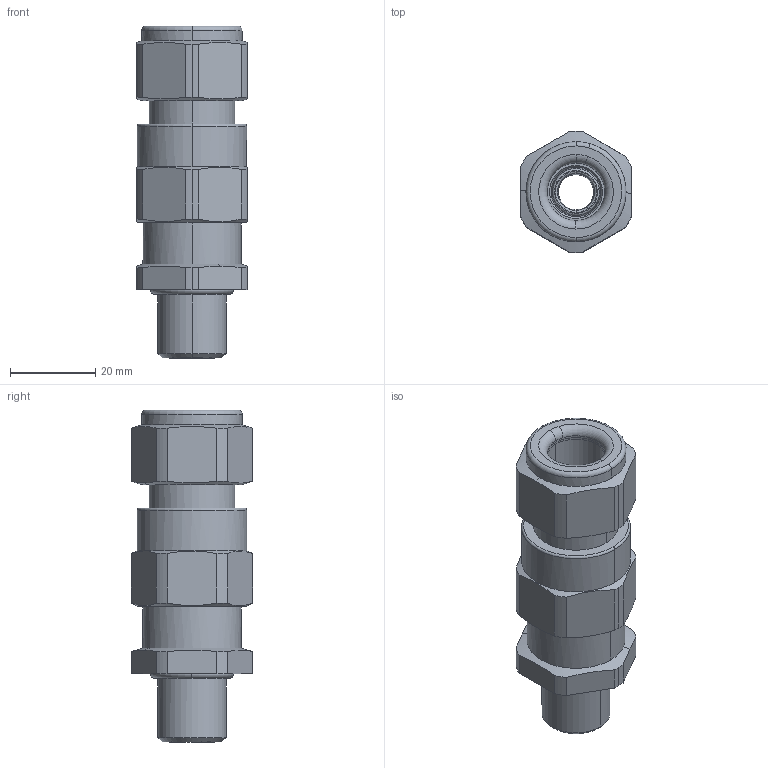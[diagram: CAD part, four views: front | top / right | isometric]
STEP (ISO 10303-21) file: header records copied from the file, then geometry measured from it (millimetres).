
FILE_DESCRIPTION(('CATIA V5 STEP Exchange','CAx-IF Rec.Pracs.--- Model Styling and Organization---1.4--- 2014-01-23'),'2;1');
FILE_NAME ('264772-1_0_1188020000_1188020000.stp','2023-01-03T07:26:03+00:00',('none'),('Weidmueller'),'CATIA Version 5-6 Release 2016 SP3 HF44','CATIA V5 STEP AP214','none');
FILE_SCHEMA(('AUTOMOTIVE_DESIGN { 1 0 10303 214 1 1 1 1 }'));
Length unit declared in the file: millimetre
Products named in the file (1): E1XZ/16/M16-WM
Bounding box: 26 x 28.5 x 77.9 mm (x, y, z)
Volume: 24774.1 mm3; surface area: 17849.2 mm2
Topology: 4 solids, 4 shells, 217 faces, 522 edges, 326 vertices
Faces by surface type: cylinder 74, cone 57, torus 47, plane 39
Entity records: 6221 total; most frequent: CARTESIAN_POINT 1317, ORIENTED_EDGE 1044, DIRECTION 860, EDGE_CURVE 522, AXIS2_PLACEMENT_3D 513, VERTEX_POINT 326, CIRCLE 319, EDGE_LOOP 238
